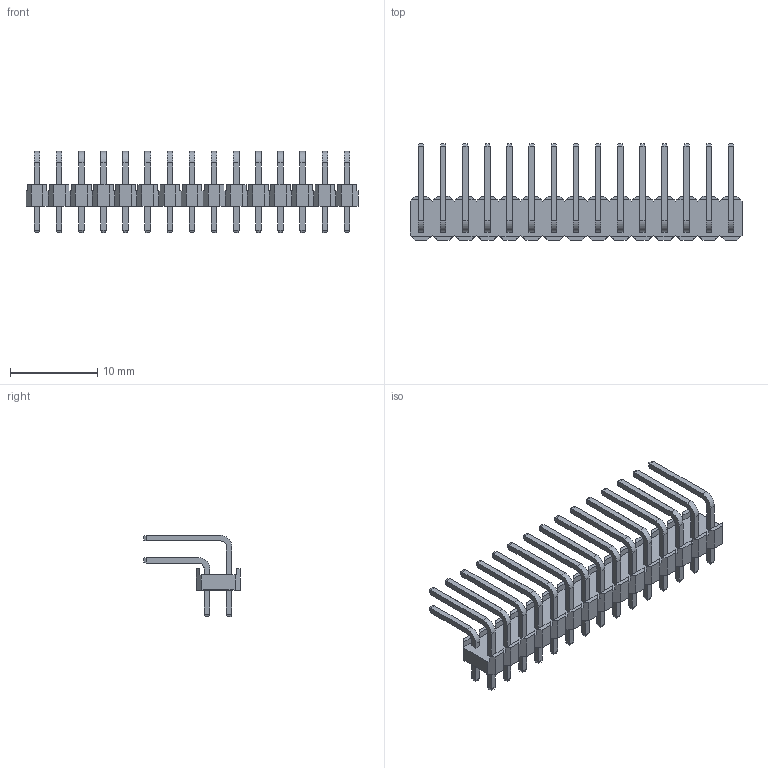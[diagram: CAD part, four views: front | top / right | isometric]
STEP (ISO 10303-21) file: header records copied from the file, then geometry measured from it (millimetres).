
FILE_DESCRIPTION(('STEP AP214'), '1');
FILE_NAME('PLD-R8', '', ('UNSPECIFIED'), ('UNSPECIFIED'), 'ASCON STEP Converter 1.6', 'ASCON Math Kernel', '');
FILE_SCHEMA(('AUTOMOTIVE_DESIGN { 1 0 10303 214 3 1 1}'));
Length unit declared in the file: millimetre
Bounding box: 38.1 x 11.08 x 9.32 mm (x, y, z)
Volume: 514.9 mm3; surface area: 1710.5 mm2
Topology: 1 solids, 1 shells, 892 faces, 2208 edges, 1392 vertices
Faces by surface type: plane 832, cylinder 60
Entity records: 32828 total; most frequent: CARTESIAN_POINT 4493, ORIENTED_EDGE 4416, DIRECTION 4114, EDGE_CURVE 2208, LINE 2088, VECTOR 2088, VERTEX_POINT 1392, AXIS2_PLACEMENT_3D 1013
